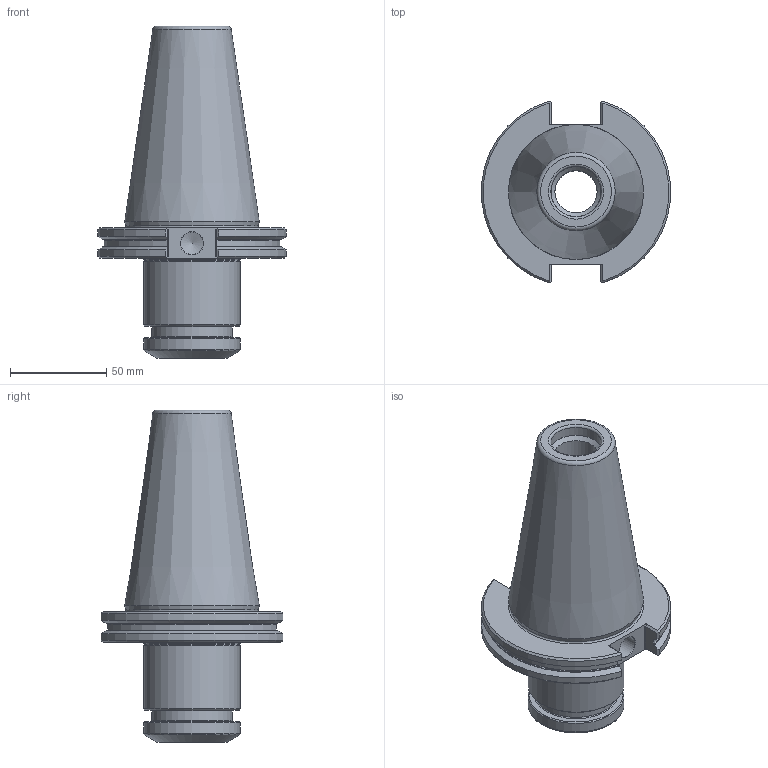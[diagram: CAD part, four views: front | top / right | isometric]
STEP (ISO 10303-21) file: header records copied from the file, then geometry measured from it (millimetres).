
FILE_DESCRIPTION(/* description */ (''),/* implementation_level */ '2;1');
FILE_NAME(/* name */ '235073231.stp',/* time_stamp */ '2021-01-12T12:05:05',/* author */ ('LRA'),/* organization */ ('REGO-FIX'),/* preprocessor_version */ ' Unknown',/* originating_system */ 'SIEMENS PLM Software Solid Edge ST10',/* authorization */ 'Unknown');
FILE_SCHEMA (('AUTOMOTIVE_DESIGN { 1 0 10303 214 2 1 1}'));
Length unit declared in the file: millimetre
Products named in the file (1): NOCUT
Bounding box: 98.06 x 94.42 x 172.34 mm (x, y, z)
Volume: 366504.3 mm3; surface area: 57753.6 mm2
Topology: 1 solids, 1 shells, 96 faces, 240 edges, 152 vertices
Faces by surface type: plane 34, cylinder 29, cone 20, torus 13
Full cylindrical faces by diameter (mm): 11.7 x1, 21.9 x1, 21.963 x2, 25.9 x1, 26.18 x1, 33 x1, 42 x1, 49.7 x1, 50 x2
Entity records: 3369 total; most frequent: CARTESIAN_POINT 563, DIRECTION 438, ORIENTED_EDGE 398, EDGE_CURVE 199, AXIS2_PLACEMENT_3D 179, VERTEX_POINT 144, FACE_BOUND 137, EDGE_LOOP 136
